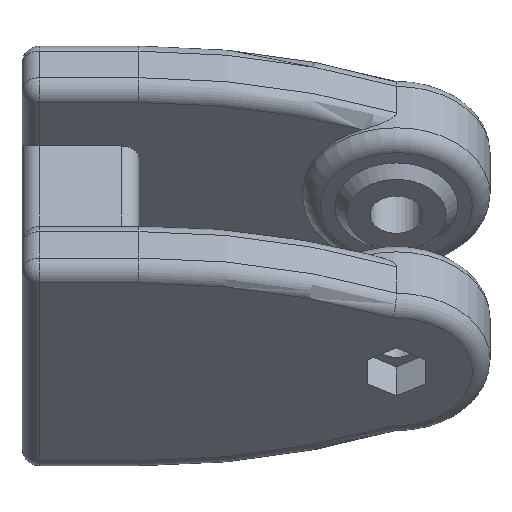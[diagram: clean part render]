
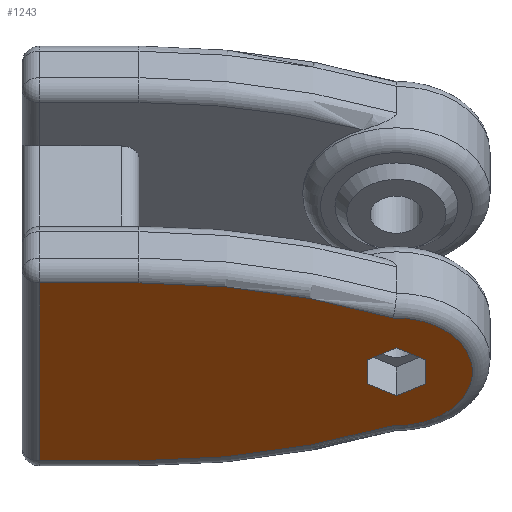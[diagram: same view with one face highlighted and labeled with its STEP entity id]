
A CAD part, left-side view. The second image highlights one B-rep face of the part: STEP entity #1243.
In plain terms, the highlighted planar face has unit normal (-0.707, 0, -0.707).
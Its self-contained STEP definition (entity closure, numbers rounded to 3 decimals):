
#89=FACE_BOUND('',#265,.T.);
#109=PLANE('',#1410);
#179=FACE_OUTER_BOUND('',#264,.T.);
#264=EDGE_LOOP('',(#1057,#1058,#1059,#1060,#1061,#1062));
#265=EDGE_LOOP('',(#1063,#1064,#1065,#1066,#1067,#1068));
#296=LINE('',#1894,#381);
#300=LINE('',#1902,#385);
#303=LINE('',#1908,#388);
#306=LINE('',#1914,#391);
#309=LINE('',#1920,#394);
#312=LINE('',#1925,#397);
#321=LINE('',#1972,#406);
#323=LINE('',#2026,#408);
#325=LINE('',#2029,#410);
#381=VECTOR('',#1476,10.);
#385=VECTOR('',#1482,10.);
#388=VECTOR('',#1487,10.);
#391=VECTOR('',#1492,10.);
#394=VECTOR('',#1497,10.);
#397=VECTOR('',#1502,10.);
#406=VECTOR('',#1551,10.);
#408=VECTOR('',#1583,10.);
#410=VECTOR('',#1587,10.);
#484=CIRCLE('',#1319,57.566);
#485=CIRCLE('',#1321,6.5);
#490=CIRCLE('',#1328,57.566);
#551=VERTEX_POINT('',#1892);
#552=VERTEX_POINT('',#1893);
#555=VERTEX_POINT('',#1901);
#557=VERTEX_POINT('',#1907);
#559=VERTEX_POINT('',#1913);
#561=VERTEX_POINT('',#1919);
#578=VERTEX_POINT('',#1964);
#579=VERTEX_POINT('',#1968);
#582=VERTEX_POINT('',#1976);
#583=VERTEX_POINT('',#1993);
#587=VERTEX_POINT('',#2015);
#588=VERTEX_POINT('',#2019);
#657=EDGE_CURVE('',#551,#552,#296,.T.);
#661=EDGE_CURVE('',#555,#551,#300,.T.);
#664=EDGE_CURVE('',#557,#555,#303,.T.);
#667=EDGE_CURVE('',#559,#557,#306,.T.);
#670=EDGE_CURVE('',#561,#559,#309,.T.);
#673=EDGE_CURVE('',#552,#561,#312,.T.);
#695=EDGE_CURVE('',#578,#579,#321,.T.);
#697=EDGE_CURVE('',#579,#582,#484,.T.);
#699=EDGE_CURVE('',#582,#583,#485,.T.);
#705=EDGE_CURVE('',#583,#588,#490,.T.);
#709=EDGE_CURVE('',#588,#587,#323,.T.);
#711=EDGE_CURVE('',#587,#578,#325,.T.);
#1057=ORIENTED_EDGE('',*,*,#695,.F.);
#1058=ORIENTED_EDGE('',*,*,#711,.F.);
#1059=ORIENTED_EDGE('',*,*,#709,.F.);
#1060=ORIENTED_EDGE('',*,*,#705,.F.);
#1061=ORIENTED_EDGE('',*,*,#699,.F.);
#1062=ORIENTED_EDGE('',*,*,#697,.F.);
#1063=ORIENTED_EDGE('',*,*,#657,.T.);
#1064=ORIENTED_EDGE('',*,*,#673,.T.);
#1065=ORIENTED_EDGE('',*,*,#670,.T.);
#1066=ORIENTED_EDGE('',*,*,#667,.T.);
#1067=ORIENTED_EDGE('',*,*,#664,.T.);
#1068=ORIENTED_EDGE('',*,*,#661,.T.);
#1243=ADVANCED_FACE('',(#179,#89),#109,.T.);
#1319=AXIS2_PLACEMENT_3D('',#1977,#1556,#1557);
#1321=AXIS2_PLACEMENT_3D('',#1994,#1560,#1561);
#1328=AXIS2_PLACEMENT_3D('',#2020,#1574,#1575);
#1410=AXIS2_PLACEMENT_3D('',#2277,#1783,#1784);
#1476=DIRECTION('',(-0.354,0.866,0.354));
#1482=DIRECTION('',(0.354,0.866,-0.354));
#1487=DIRECTION('',(0.707,0.,-0.707));
#1492=DIRECTION('',(0.354,-0.866,-0.354));
#1497=DIRECTION('',(-0.354,-0.866,0.354));
#1502=DIRECTION('',(-0.707,0.,0.707));
#1551=DIRECTION('',(0.,-1.,0.));
#1556=DIRECTION('center_axis',(0.707,0.,0.707));
#1557=DIRECTION('ref_axis',(-0.694,-0.19,0.694));
#1560=DIRECTION('center_axis',(0.707,0.,0.707));
#1561=DIRECTION('ref_axis',(0.,-1.,0.));
#1574=DIRECTION('center_axis',(0.707,0.,0.707));
#1575=DIRECTION('ref_axis',(0.694,-0.19,-0.694));
#1583=DIRECTION('',(0.,1.,0.));
#1587=DIRECTION('',(-0.707,0.,0.707));
#1783=DIRECTION('center_axis',(-0.707,0.,
-0.707));
#1784=DIRECTION('ref_axis',(-0.707,0.,0.707));
#1892=CARTESIAN_POINT('',(14.294,-32.,-2.812));
#1893=CARTESIAN_POINT('',(13.27,-29.49,-1.787));
#1894=CARTESIAN_POINT('',(11.589,-25.372,-0.106));
#1901=CARTESIAN_POINT('',(13.27,-34.51,-1.787));
#1902=CARTESIAN_POINT('',(15.975,-27.883,-4.493));
#1907=CARTESIAN_POINT('',(11.22,-34.51,0.262));
#1908=CARTESIAN_POINT('',(11.732,-34.51,-0.25));
#1913=CARTESIAN_POINT('',(10.195,-32.,1.287));
#1914=CARTESIAN_POINT('',(8.002,-26.627,3.48));
#1919=CARTESIAN_POINT('',(11.22,-29.49,0.262));
#1920=CARTESIAN_POINT('',(13.413,-24.118,-1.931));
#1925=CARTESIAN_POINT('',(12.757,-29.49,-1.275));
#1964=CARTESIAN_POINT('',(4.643,-1.5,6.839));
#1968=CARTESIAN_POINT('',(4.643,-10.,6.839));
#1972=CARTESIAN_POINT('',(4.643,-8.,6.839));
#1976=CARTESIAN_POINT('',(7.653,-31.723,3.829));
#1977=CARTESIAN_POINT('Origin',(45.349,-10.,-33.867));
#1993=CARTESIAN_POINT('',(16.837,-31.723,-5.355));
#1994=CARTESIAN_POINT('Origin',(12.245,-32.,-0.763));
#2015=CARTESIAN_POINT('',(19.846,-1.5,-8.364));
#2019=CARTESIAN_POINT('',(19.846,-10.,-8.364));
#2020=CARTESIAN_POINT('Origin',(-20.859,-10.,32.341));
#2026=CARTESIAN_POINT('',(19.846,-8.,-8.364));
#2029=CARTESIAN_POINT('',(14.163,-1.5,-2.681));
#2277=CARTESIAN_POINT('Origin',(12.245,-16.,-0.763));
